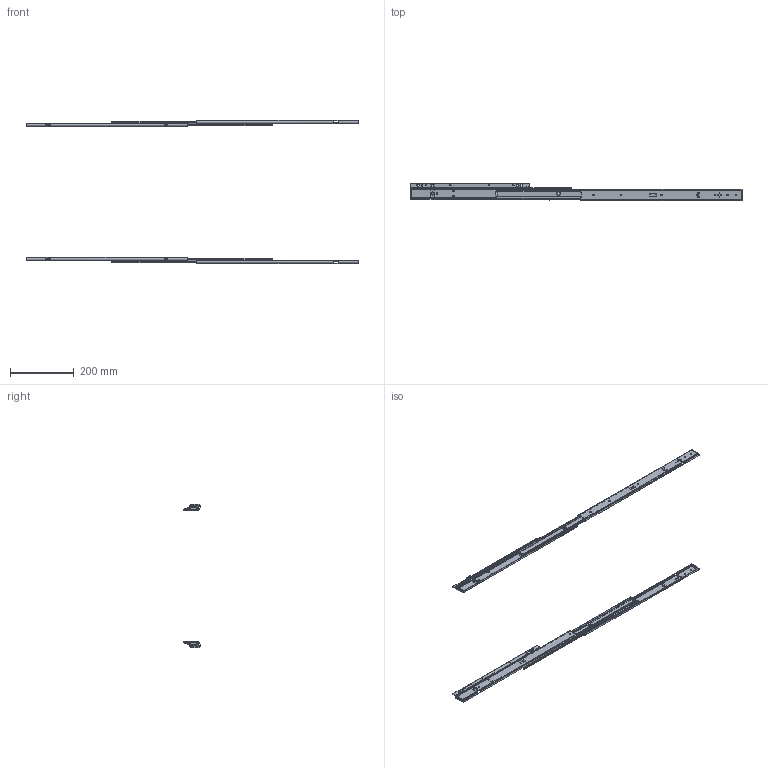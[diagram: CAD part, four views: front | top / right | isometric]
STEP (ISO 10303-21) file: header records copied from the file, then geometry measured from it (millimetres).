
FILE_DESCRIPTION (( 'STEP AP203' ), '1' );
FILE_NAME ('U33-20L R.STEP', '2021-05-24T05:33:33', ( '' ), ( '' ), 'SwSTEP 2.0', 'SolidWorks 2019', '' );
FILE_SCHEMA (( 'CONFIG_CONTROL_DESIGN' ));
Length unit declared in the file: millimetre
Products named in the file (13): U33-20Rキャビ側IM; PN26; PN4; PN41-2; U33-20Rキャビ側OM; U33-20L R; PN101リベット; U33-20Lキャビ側OM; U33-20Lキャビ側IM; U33-20Lドロ側OM; U33-20Rドロ側IM; U33-20Rドロ側OM; U33-20Lドロ側IM
Assembly tree (20 placements, depth 2):
  U33-20L R
    U33-20Lキャビ側OM
    PN26  x4
    U33-20Lキャビ側IM
    U33-20Lドロ側IM
    U33-20Lドロ側OM
    PN101リベット  x4
    PN4  x2
    PN41-2  x2
    U33-20Rキャビ側OM
    U33-20Rキャビ側IM
    U33-20Rドロ側IM
    U33-20Rドロ側OM
Bounding box: 1044.6 x 54.74 x 450 mm (x, y, z)
Volume: 259005.1 mm3; surface area: 377850.5 mm2
Topology: 20 solids, 20 shells, 1068 faces, 3042 edges, 2002 vertices
Faces by surface type: plane 616, cylinder 424, bspline 20, torus 8
Entity records: 32714 total; most frequent: CARTESIAN_POINT 6490, ORIENTED_EDGE 5294, DIRECTION 5033, EDGE_CURVE 2647, VERTEX_POINT 1744, VECTOR 1723, LINE 1723, AXIS2_PLACEMENT_3D 1655
